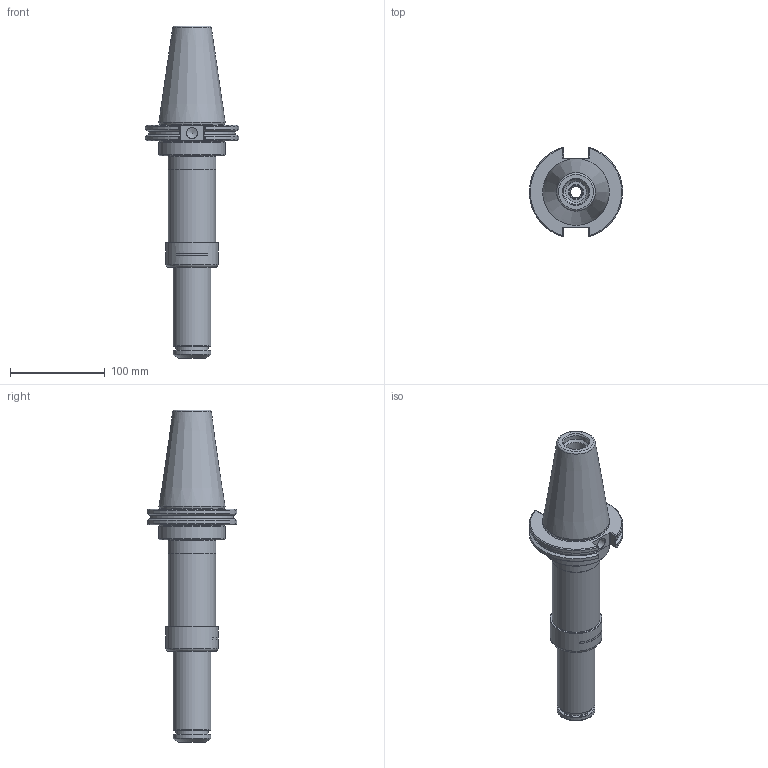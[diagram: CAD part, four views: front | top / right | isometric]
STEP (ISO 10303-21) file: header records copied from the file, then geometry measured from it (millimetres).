
FILE_DESCRIPTION(/* description */ (''),/* implementation_level */ '2;1');
FILE_NAME(/* name */ '885376081.stp',/* time_stamp */ '2023-03-15T12:17:33',/* author */ ('Ratnasingam Jekanthan'),/* organization */ ('REGO-FIX'),/* preprocessor_version */ ' Unknown',/* originating_system */ 'SIEMENS PLM Software Solid Edge ST10',/* authorization */ 'Unknown');
FILE_SCHEMA (('AUTOMOTIVE_DESIGN { 1 0 10303 214 2 1 1}'));
Length unit declared in the file: millimetre
Products named in the file (1): NOCUT
Bounding box: 98.08 x 94.39 x 349.6 mm (x, y, z)
Volume: 658285.5 mm3; surface area: 103644.8 mm2
Topology: 1 solids, 3 shells, 164 faces, 388 edges, 241 vertices
Faces by surface type: plane 47, cylinder 44, cone 40, torus 25, bspline 8
Full cylindrical faces by diameter (mm): 11.7 x1, 12 x1, 14 x1, 21.963 x3, 25 x1, 26.4 x1, 30.5 x1, 31.6 x1, 33 x1, 34 x1, 40 x2, 40.2 x1, 42 x1, 45 x1, 48.376 x2, 50 x1, 50.05 x1, 50.5 x1, 51.3 x1, 54.8 x1, 69.85 x1
Entity records: 5480 total; most frequent: CARTESIAN_POINT 1000, DIRECTION 677, ORIENTED_EDGE 584, AXIS2_PLACEMENT_3D 298, EDGE_CURVE 292, FACE_BOUND 260, EDGE_LOOP 259, VERTEX_POINT 224
